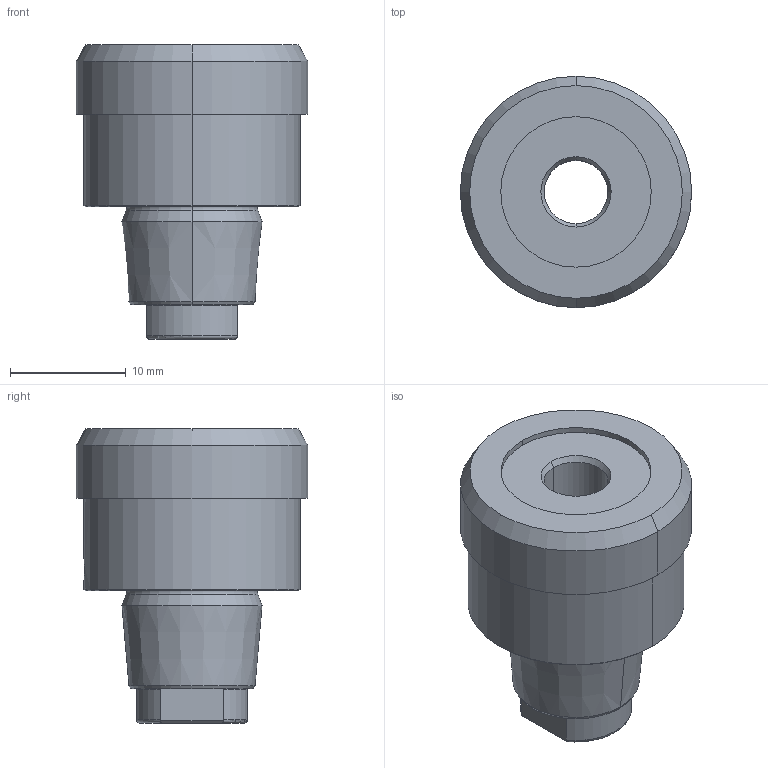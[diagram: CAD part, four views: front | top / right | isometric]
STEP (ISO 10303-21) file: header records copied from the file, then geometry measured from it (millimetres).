
FILE_DESCRIPTION((''),'2;1');
FILE_NAME('607636997-000_ASM','2025-03-24T12:07:14',('aad_4'),(''),'CREO PARAMETRIC BY PTC INC, 2021184','CREO PARAMETRIC BY PTC INC, 2021184','');
FILE_SCHEMA(('AP242_MANAGED_MODEL_BASED_3D_ENGINEERING_MIM_LF { 1 0 10303 442 1 1 4 }'));
Length unit declared in the file: millimetre
Products named in the file (3): 607926899-000_PRT; 607926900-000_PRT; 607636997-000_ASM
Assembly tree (2 placements, depth 2):
  607636997-000_ASM
    607926899-000_PRT
    607926900-000_PRT
Bounding box: 20.02 x 20.02 x 25.45 mm (x, y, z)
Volume: 4419.5 mm3; surface area: 3143.1 mm2
Topology: 2 solids, 4 shells, 57 faces, 162 edges, 113 vertices
Faces by surface type: cone 20, cylinder 18, plane 13, torus 6
Entity records: 3575 total; most frequent: CARTESIAN_POINT 521, DIRECTION 421, ORIENTED_EDGE 254, PRESENTATION_STYLE_ASSIGNMENT 189, STYLED_ITEM 185, CURVE_STYLE 178, AXIS2_PLACEMENT_3D 164, EDGE_CURVE 131
